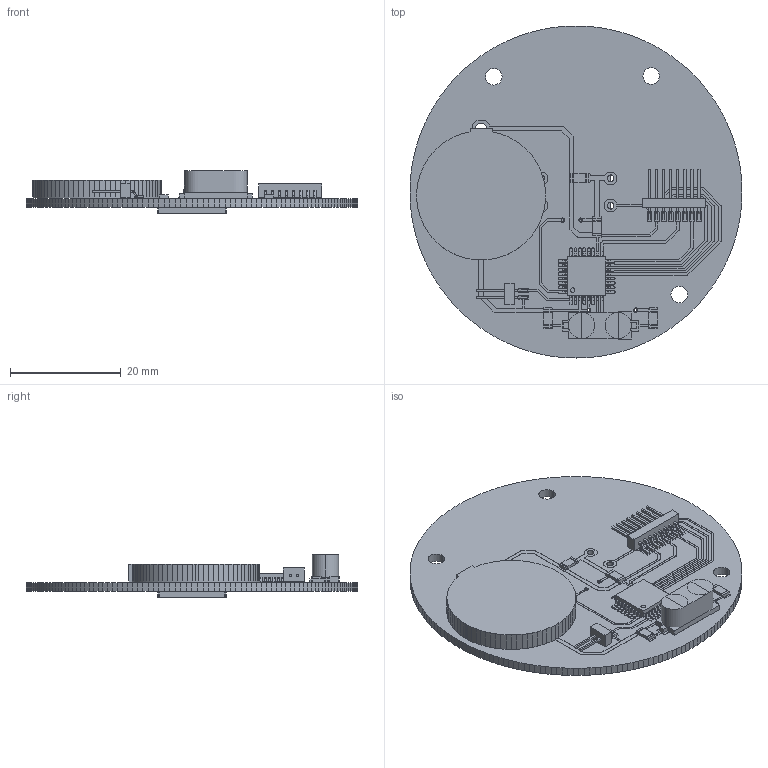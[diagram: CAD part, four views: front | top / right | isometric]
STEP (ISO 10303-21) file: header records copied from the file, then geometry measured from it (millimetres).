
FILE_DESCRIPTION (( 'STEP AP214' ), '1' );
FILE_NAME ('client_for_Production', '', ( '' ), ( '' ), 'STEP 3.0', 'TARGET 3001!', '' );
FILE_SCHEMA (( 'AUTOMOTIVE_DESIGN' ));
Length unit declared in the file: millimetre
Products named in the file (24): Board; Copper_CE; Copper_CSN; Copper_SCK; Copper_MOSI; Copper_MISO; Copper_IRQ; Copper_+3.3V; Copper_GND; Copper_Sig$20; Copper_Vib; Copper_Sig$28; Copper_Sig$29; Copper_; M1; U1; B1; S1; R1; J1; Q1; C1; C2; C3
Bounding box: 60 x 60 x 7.72 mm (x, y, z)
Volume: 6557.9 mm3; surface area: 9276 mm2
Topology: 277 solids, 277 shells, 2409 faces, 5565 edges, 3710 vertices
Faces by surface type: plane 2057, cylinder 352
Entity records: 55900 total; most frequent: ORIENTED_EDGE 11130, DIRECTION 7522, EDGE_CURVE 5565, LINE 4861, VECTOR 4738, CARTESIAN_POINT 4275, VERTEX_POINT 3710, EDGE_LOOP 2481
